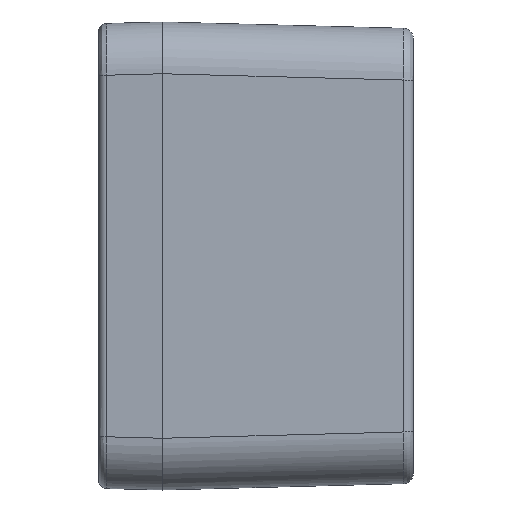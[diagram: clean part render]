
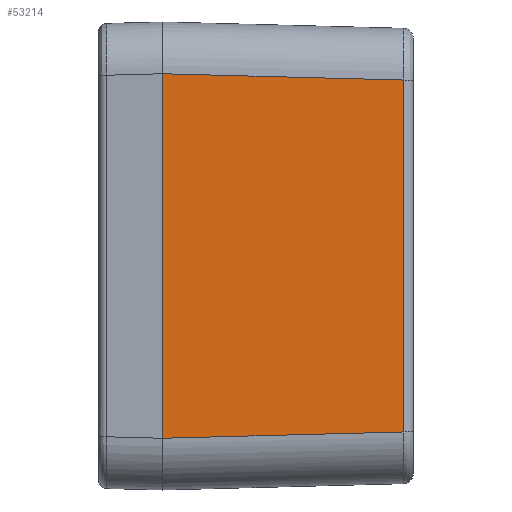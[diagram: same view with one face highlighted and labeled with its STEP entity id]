
A CAD part, left-side view. The second image highlights one B-rep face of the part: STEP entity #53214.
In plain terms, the highlighted planar face has unit normal (-1, -0.026, 0).
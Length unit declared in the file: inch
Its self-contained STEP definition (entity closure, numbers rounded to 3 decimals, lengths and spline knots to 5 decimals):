
#1871 = CARTESIAN_POINT ( 'NONE',  ( -0.96424, -0.91442, -0.88976 ) ) ;
#3897 = CARTESIAN_POINT ( 'NONE',  ( -0.98819, 0., -0.88976 ) ) ;
#4379 = VERTEX_POINT ( 'NONE', #50164 ) ;
#5883 = DIRECTION ( 'NONE',  ( 0.026, -0.999, -0.026 ) ) ;
#10498 = EDGE_CURVE ( 'NONE', #16650, #4379, #34154, .T. ) ;
#10561 = DIRECTION ( 'NONE',  ( 0., 0., 1. ) ) ;
#10872 = VERTEX_POINT ( 'NONE', #39429 ) ;
#12394 = CARTESIAN_POINT ( 'NONE',  ( -0.98819, 0., -0.69298 ) ) ;
#12537 = DIRECTION ( 'NONE',  ( 0.026, -1., 0. ) ) ;
#13269 = LINE ( 'NONE', #12394, #25940 ) ;
#14857 = EDGE_CURVE ( 'NONE', #10872, #16650, #13269, .T. ) ;
#15335 = CARTESIAN_POINT ( 'NONE',  ( -0.98819, 0., 0.88976 ) ) ;
#16650 = VERTEX_POINT ( 'NONE', #33221 ) ;
#16758 = DIRECTION ( 'NONE',  ( -1., -0.026, 0. ) ) ;
#17895 = VECTOR ( 'NONE', #10561, 39.37008 ) ;
#21544 = ORIENTED_EDGE ( 'NONE', *, *, #24053, .F. ) ;
#24053 = EDGE_CURVE ( 'NONE', #10872, #27547, #29085, .T. ) ;
#24860 = DIRECTION ( 'NONE',  ( 0., 0., 1. ) ) ;
#25940 = VECTOR ( 'NONE', #48867, 39.37008 ) ;
#27547 = VERTEX_POINT ( 'NONE', #41070 ) ;
#28869 = CARTESIAN_POINT ( 'NONE',  ( -0.98711, -0.04139, 0.6919 ) ) ;
#29085 = LINE ( 'NONE', #15335, #17895 ) ;
#29161 = LINE ( 'NONE', #28869, #38014 ) ;
#29637 = ORIENTED_EDGE ( 'NONE', *, *, #57506, .F. ) ;
#33221 = CARTESIAN_POINT ( 'NONE',  ( -0.96424, -0.91442, -0.66904 ) ) ;
#34154 = LINE ( 'NONE', #1871, #53225 ) ;
#38014 = VECTOR ( 'NONE', #5883, 39.37008 ) ;
#39429 = CARTESIAN_POINT ( 'NONE',  ( -0.98819, 0., -0.69298 ) ) ;
#41070 = CARTESIAN_POINT ( 'NONE',  ( -0.98819, 0., 0.69298 ) ) ;
#44813 = FACE_OUTER_BOUND ( 'NONE', #56202, .T. ) ;
#48867 = DIRECTION ( 'NONE',  ( 0.026, -0.999, 0.026 ) ) ;
#49181 = ORIENTED_EDGE ( 'NONE', *, *, #10498, .T. ) ;
#50164 = CARTESIAN_POINT ( 'NONE',  ( -0.96424, -0.91442, 0.66904 ) ) ;
#50419 = ORIENTED_EDGE ( 'NONE', *, *, #14857, .T. ) ;
#52597 = PLANE ( 'NONE',  #57770 ) ;
#53214 = ADVANCED_FACE ( 'NONE', ( #44813 ), #52597, .T. ) ;
#53225 = VECTOR ( 'NONE', #24860, 39.37008 ) ;
#56202 = EDGE_LOOP ( 'NONE', ( #29637, #21544, #50419, #49181 ) ) ;
#57506 = EDGE_CURVE ( 'NONE', #27547, #4379, #29161, .T. ) ;
#57770 = AXIS2_PLACEMENT_3D ( 'NONE', #3897, #16758, #12537 ) ;
